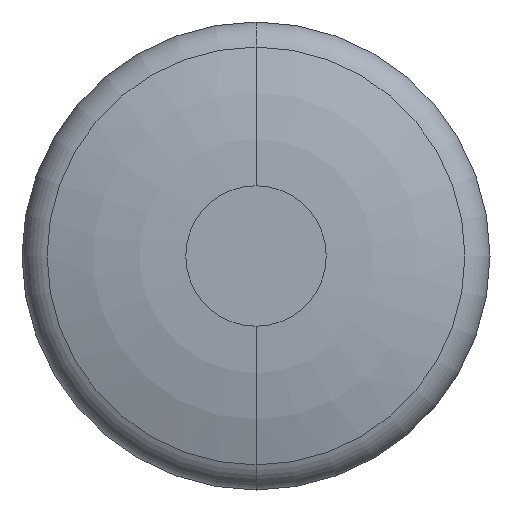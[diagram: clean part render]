
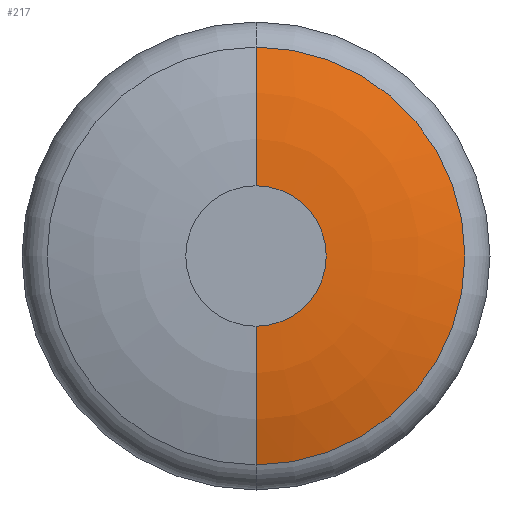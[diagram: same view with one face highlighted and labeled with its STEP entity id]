
A CAD part, front view. The second image highlights one B-rep face of the part: STEP entity #217.
In plain terms, the highlighted toroidal (fillet/blend) face has major radius 1.905 mm and minor radius 11.43 mm.
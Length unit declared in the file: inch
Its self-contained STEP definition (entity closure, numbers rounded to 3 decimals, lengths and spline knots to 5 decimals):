
#13 = ORIENTED_EDGE ( 'NONE', *, *, #342, .F. ) ;
#20 = DIRECTION ( 'NONE',  ( 0., 0., -1. ) ) ;
#27 = AXIS2_PLACEMENT_3D ( 'NONE', #240, #451, #115 ) ;
#32 = DIRECTION ( 'NONE',  ( 0., 0., -1. ) ) ;
#34 = CARTESIAN_POINT ( 'NONE',  ( 0., 0., 0. ) ) ;
#37 = EDGE_CURVE ( 'NONE', #103, #374, #252, .T. ) ;
#46 = CARTESIAN_POINT ( 'NONE',  ( 0., 0., 0.075 ) ) ;
#51 = ORIENTED_EDGE ( 'NONE', *, *, #37, .F. ) ;
#54 = VERTEX_POINT ( 'NONE', #46 ) ;
#68 = CARTESIAN_POINT ( 'NONE',  ( 0., 0.02509, -0.22317 ) ) ;
#83 = CARTESIAN_POINT ( 'NONE',  ( 0., 0., -0.075 ) ) ;
#100 = EDGE_LOOP ( 'NONE', ( #412, #239, #13, #51 ) ) ;
#103 = VERTEX_POINT ( 'NONE', #68 ) ;
#108 = DIRECTION ( 'NONE',  ( 1., 0., 0. ) ) ;
#114 = DIRECTION ( 'NONE',  ( 0., -1., 0. ) ) ;
#115 = DIRECTION ( 'NONE',  ( 0., 0., -1. ) ) ;
#140 = CIRCLE ( 'NONE', #214, 0.075 ) ;
#214 = AXIS2_PLACEMENT_3D ( 'NONE', #34, #249, #32 ) ;
#217 = ADVANCED_FACE ( 'NONE', ( #364 ), #359, .T. ) ;
#220 = AXIS2_PLACEMENT_3D ( 'NONE', #438, #114, #261 ) ;
#221 = AXIS2_PLACEMENT_3D ( 'NONE', #389, #108, #20 ) ;
#239 = ORIENTED_EDGE ( 'NONE', *, *, #300, .T. ) ;
#240 = CARTESIAN_POINT ( 'NONE',  ( 0., 0.02509, 0. ) ) ;
#246 = CARTESIAN_POINT ( 'NONE',  ( 0., 0.45, -0.075 ) ) ;
#249 = DIRECTION ( 'NONE',  ( 0., -1., 0. ) ) ;
#252 = CIRCLE ( 'NONE', #381, 0.45 ) ;
#261 = DIRECTION ( 'NONE',  ( 0., 0., -1. ) ) ;
#300 = EDGE_CURVE ( 'NONE', #307, #54, #436, .T. ) ;
#307 = VERTEX_POINT ( 'NONE', #356 ) ;
#337 = CIRCLE ( 'NONE', #27, 0.22317 ) ;
#338 = DIRECTION ( 'NONE',  ( -1., 0., 0. ) ) ;
#342 = EDGE_CURVE ( 'NONE', #374, #54, #140, .T. ) ;
#356 = CARTESIAN_POINT ( 'NONE',  ( 0., 0.02509, 0.22317 ) ) ;
#359 = TOROIDAL_SURFACE ( 'NONE', #220, 0.075, 0.45 ) ;
#364 = FACE_OUTER_BOUND ( 'NONE', #100, .T. ) ;
#374 = VERTEX_POINT ( 'NONE', #83 ) ;
#381 = AXIS2_PLACEMENT_3D ( 'NONE', #246, #338, #457 ) ;
#389 = CARTESIAN_POINT ( 'NONE',  ( 0., 0.45, 0.075 ) ) ;
#411 = EDGE_CURVE ( 'NONE', #103, #307, #337, .T. ) ;
#412 = ORIENTED_EDGE ( 'NONE', *, *, #411, .T. ) ;
#436 = CIRCLE ( 'NONE', #221, 0.45 ) ;
#438 = CARTESIAN_POINT ( 'NONE',  ( 0., 0.45, 0. ) ) ;
#451 = DIRECTION ( 'NONE',  ( 0., -1., 0. ) ) ;
#457 = DIRECTION ( 'NONE',  ( 0., 0., 1. ) ) ;
